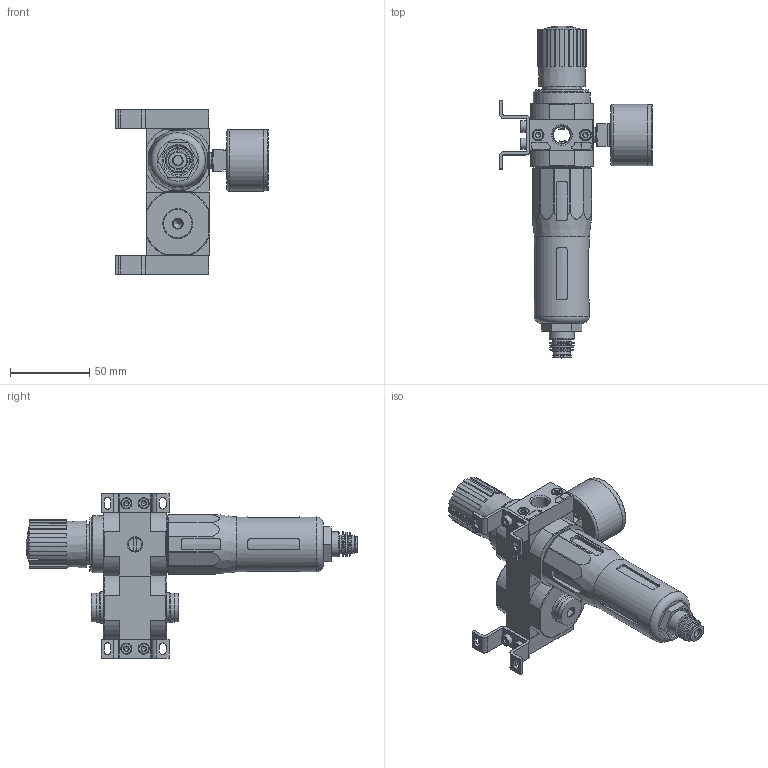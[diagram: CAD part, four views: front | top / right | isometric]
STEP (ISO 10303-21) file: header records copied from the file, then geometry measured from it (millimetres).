
FILE_DESCRIPTION(/* description */ ('STEP AP214'),/* implementation_level */ '2;1');
FILE_NAME(/* name */ '185710_LFR-1_4-D-MINI-KA-A',/* time_stamp */ '2024-09-03T20:13:30+02:00',/* author */ ('License CC BY-ND 4.0'),/* organization */ ('CADENAS'),/* preprocessor_version */ 'ST-DEVELOPER v19.3',/* originating_system */ 'PARTsolutions',/* authorisation */ ' ');
FILE_SCHEMA (('AUTOMOTIVE_DESIGN {1 0 10303 214 3 1 1}'));
Length unit declared in the file: millimetre
Products named in the file (14): 185710 LFR-1/4-D-MINI-KA-A; 380289 PBL-1/4-D-MINI-L---(1) p1; DIN-912 - M4x16(F); 159638 HFOE-D-MINI-P1; DIN-912 - M4x8(F); 380291 PBL-1/4-D-MINI-R---(0) p1; 123589 LFR-D-MINI-A--(0); 8003637 PAGN-40-16-G18; 373845 LR-MINI; 526489 MS4-LFR-V; 724703 FRM-...-D-MINI; DIN-908 G1/4A; 531772 OK-1/4; 355622 FRB-D-MINI
Assembly tree (23 placements, depth 2):
  185710 LFR-1/4-D-MINI-KA-A
    380289 PBL-1/4-D-MINI-L---(1) p1
    DIN-912 - M4x16(F)  x4
    159638 HFOE-D-MINI-P1  x2
    DIN-912 - M4x8(F)  x4
    380291 PBL-1/4-D-MINI-R---(0) p1
    123589 LFR-D-MINI-A--(0)
    8003637 PAGN-40-16-G18
    373845 LR-MINI
    526489 MS4-LFR-V
    724703 FRM-...-D-MINI
    DIN-908 G1/4A  x2
    531772 OK-1/4  x2
    355622 FRB-D-MINI  x2
Bounding box: 96.75 x 210.02 x 104 mm (x, y, z)
Volume: 301241.7 mm3; surface area: 73031.7 mm2
Topology: 23 solids, 24 shells, 946 faces, 2220 edges, 1388 vertices
Faces by surface type: plane 484, cylinder 235, cone 188, torus 34, sphere 5
Full cylindrical faces by diameter (mm): 2.9 x2, 3.242 x10, 4 x10, 4.3 x5, 5.2 x2, 6 x3, 6.2 x1, 6.9 x1, 7 x8, 7.9 x2, 8.2 x1, 8.4 x1, 8.566 x2, 9.728 x2, 10.6 x1, 11 x2, 11.4 x1, 11.445 x4, 11.6 x2, 11.8 x1, 12.01 x1, 12.2 x1, 13.157 x2, 13.3 x2, 15.6 x1, 15.8 x2, 15.9 x1, 16.2 x1, 18 x3, 18.1 x1
Entity records: 23513 total; most frequent: CARTESIAN_POINT 4136, DIRECTION 3416, ORIENTED_EDGE 3054, EDGE_CURVE 1527, AXIS2_PLACEMENT_3D 1347, VERTEX_POINT 1089, FACE_BOUND 982, EDGE_LOOP 970
